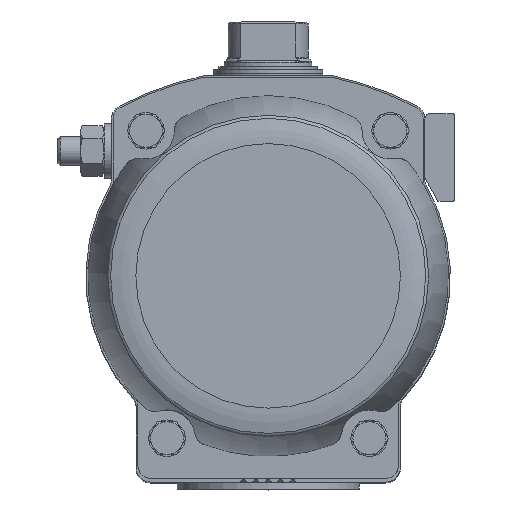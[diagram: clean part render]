
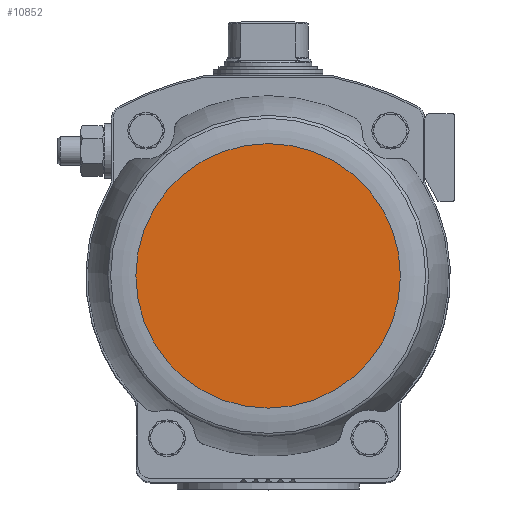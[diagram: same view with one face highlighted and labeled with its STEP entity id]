
A CAD part, top view. The second image highlights one B-rep face of the part: STEP entity #10852.
In plain terms, the highlighted planar face has unit normal (0, 0, 1).
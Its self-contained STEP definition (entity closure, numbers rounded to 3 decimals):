
#443=PLANE('',#12249);
#3552=ORIENTED_EDGE('',*,*,#5914,.T.);
#5914=EDGE_CURVE('',#7260,#7260,#8057,.T.);
#7260=VERTEX_POINT('',#18550);
#8057=CIRCLE('',#12248,72.59);
#8801=EDGE_LOOP('',(#3552));
#9804=FACE_BOUND('',#8801,.T.);
#10852=ADVANCED_FACE('',(#9804),#443,.F.);
#12248=AXIS2_PLACEMENT_3D('',#18549,#14605,#14606);
#12249=AXIS2_PLACEMENT_3D('',#18551,#14607,#14608);
#14605=DIRECTION('',(0.,0.,1.));
#14606=DIRECTION('',(1.,0.,0.));
#14607=DIRECTION('',(0.,0.,-1.));
#14608=DIRECTION('',(-1.,0.,0.));
#18549=CARTESIAN_POINT('',(0.,0.,234.8));
#18550=CARTESIAN_POINT('',(72.59,0.,234.8));
#18551=CARTESIAN_POINT('',(72.59,0.,234.8));
